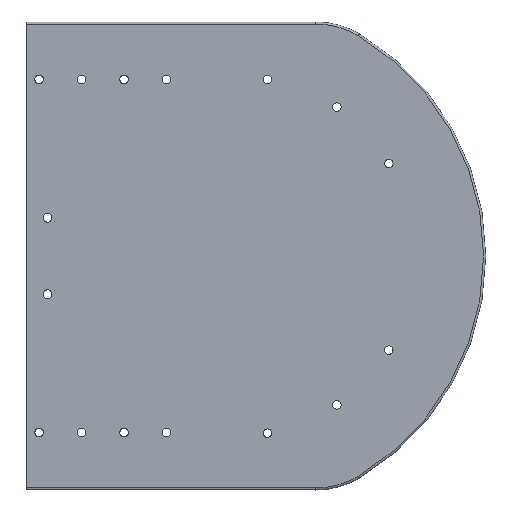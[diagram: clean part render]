
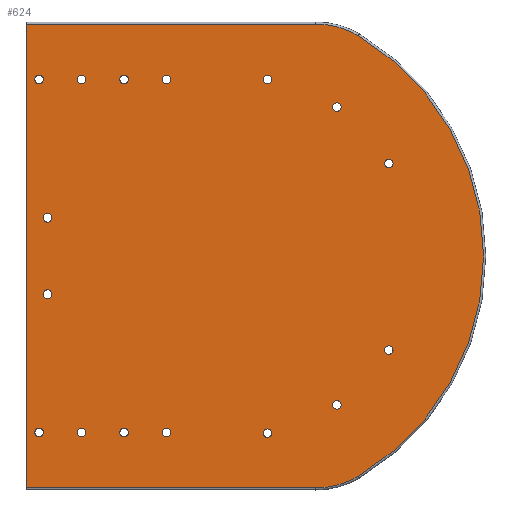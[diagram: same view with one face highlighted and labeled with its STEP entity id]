
A CAD part, top view. The second image highlights one B-rep face of the part: STEP entity #624.
In plain terms, the highlighted planar face has unit normal (0, 0, 1).
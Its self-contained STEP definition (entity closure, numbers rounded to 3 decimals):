
#21=FACE_BOUND('',#96,.T.);
#22=FACE_BOUND('',#97,.T.);
#23=FACE_BOUND('',#98,.T.);
#24=FACE_BOUND('',#99,.T.);
#25=FACE_BOUND('',#100,.T.);
#26=FACE_BOUND('',#101,.T.);
#27=FACE_BOUND('',#102,.T.);
#28=FACE_BOUND('',#103,.T.);
#29=FACE_BOUND('',#104,.T.);
#30=FACE_BOUND('',#105,.T.);
#31=FACE_BOUND('',#106,.T.);
#32=FACE_BOUND('',#107,.T.);
#33=FACE_BOUND('',#108,.T.);
#34=FACE_BOUND('',#109,.T.);
#35=FACE_BOUND('',#110,.T.);
#36=FACE_BOUND('',#111,.T.);
#54=PLANE('',#680);
#61=FACE_OUTER_BOUND('',#95,.T.);
#95=EDGE_LOOP('',(#438,#439,#440,#441,#442,#443));
#96=EDGE_LOOP('',(#444));
#97=EDGE_LOOP('',(#445));
#98=EDGE_LOOP('',(#446));
#99=EDGE_LOOP('',(#447));
#100=EDGE_LOOP('',(#448));
#101=EDGE_LOOP('',(#449));
#102=EDGE_LOOP('',(#450));
#103=EDGE_LOOP('',(#451));
#104=EDGE_LOOP('',(#452));
#105=EDGE_LOOP('',(#453));
#106=EDGE_LOOP('',(#454));
#107=EDGE_LOOP('',(#455));
#108=EDGE_LOOP('',(#456));
#109=EDGE_LOOP('',(#457));
#110=EDGE_LOOP('',(#458));
#111=EDGE_LOOP('',(#459));
#160=LINE('',#991,#192);
#164=LINE('',#1005,#196);
#165=LINE('',#1012,#197);
#192=VECTOR('',#779,10.);
#196=VECTOR('',#791,10.);
#197=VECTOR('',#798,10.);
#222=CIRCLE('',#670,2.1);
#224=CIRCLE('',#673,2.1);
#230=CIRCLE('',#681,39.);
#231=CIRCLE('',#682,120.429);
#232=CIRCLE('',#683,39.);
#233=CIRCLE('',#684,2.);
#234=CIRCLE('',#685,2.);
#235=CIRCLE('',#686,2.);
#236=CIRCLE('',#687,2.);
#237=CIRCLE('',#688,2.);
#238=CIRCLE('',#689,2.);
#239=CIRCLE('',#690,2.);
#240=CIRCLE('',#691,2.);
#241=CIRCLE('',#692,2.);
#242=CIRCLE('',#693,2.);
#243=CIRCLE('',#694,2.);
#244=CIRCLE('',#695,2.);
#245=CIRCLE('',#696,2.);
#246=CIRCLE('',#697,2.);
#278=VERTEX_POINT('',#975);
#280=VERTEX_POINT('',#981);
#282=VERTEX_POINT('',#987);
#284=VERTEX_POINT('',#990);
#290=VERTEX_POINT('',#1004);
#291=VERTEX_POINT('',#1006);
#292=VERTEX_POINT('',#1008);
#293=VERTEX_POINT('',#1010);
#294=VERTEX_POINT('',#1013);
#295=VERTEX_POINT('',#1015);
#296=VERTEX_POINT('',#1017);
#297=VERTEX_POINT('',#1019);
#298=VERTEX_POINT('',#1021);
#299=VERTEX_POINT('',#1023);
#300=VERTEX_POINT('',#1025);
#301=VERTEX_POINT('',#1027);
#302=VERTEX_POINT('',#1029);
#303=VERTEX_POINT('',#1031);
#304=VERTEX_POINT('',#1033);
#305=VERTEX_POINT('',#1035);
#306=VERTEX_POINT('',#1037);
#307=VERTEX_POINT('',#1039);
#334=EDGE_CURVE('',#278,#278,#222,.T.);
#337=EDGE_CURVE('',#280,#280,#224,.T.);
#341=EDGE_CURVE('',#284,#282,#160,.T.);
#348=EDGE_CURVE('',#290,#282,#164,.T.);
#349=EDGE_CURVE('',#291,#290,#230,.T.);
#350=EDGE_CURVE('',#292,#291,#231,.T.);
#351=EDGE_CURVE('',#293,#292,#232,.T.);
#352=EDGE_CURVE('',#284,#293,#165,.T.);
#353=EDGE_CURVE('',#294,#294,#233,.T.);
#354=EDGE_CURVE('',#295,#295,#234,.T.);
#355=EDGE_CURVE('',#296,#296,#235,.T.);
#356=EDGE_CURVE('',#297,#297,#236,.T.);
#357=EDGE_CURVE('',#298,#298,#237,.T.);
#358=EDGE_CURVE('',#299,#299,#238,.T.);
#359=EDGE_CURVE('',#300,#300,#239,.T.);
#360=EDGE_CURVE('',#301,#301,#240,.T.);
#361=EDGE_CURVE('',#302,#302,#241,.T.);
#362=EDGE_CURVE('',#303,#303,#242,.T.);
#363=EDGE_CURVE('',#304,#304,#243,.T.);
#364=EDGE_CURVE('',#305,#305,#244,.T.);
#365=EDGE_CURVE('',#306,#306,#245,.T.);
#366=EDGE_CURVE('',#307,#307,#246,.T.);
#438=ORIENTED_EDGE('',*,*,#341,.T.);
#439=ORIENTED_EDGE('',*,*,#348,.F.);
#440=ORIENTED_EDGE('',*,*,#349,.F.);
#441=ORIENTED_EDGE('',*,*,#350,.F.);
#442=ORIENTED_EDGE('',*,*,#351,.F.);
#443=ORIENTED_EDGE('',*,*,#352,.F.);
#444=ORIENTED_EDGE('',*,*,#334,.T.);
#445=ORIENTED_EDGE('',*,*,#337,.T.);
#446=ORIENTED_EDGE('',*,*,#353,.T.);
#447=ORIENTED_EDGE('',*,*,#354,.T.);
#448=ORIENTED_EDGE('',*,*,#355,.T.);
#449=ORIENTED_EDGE('',*,*,#356,.T.);
#450=ORIENTED_EDGE('',*,*,#357,.T.);
#451=ORIENTED_EDGE('',*,*,#358,.T.);
#452=ORIENTED_EDGE('',*,*,#359,.T.);
#453=ORIENTED_EDGE('',*,*,#360,.T.);
#454=ORIENTED_EDGE('',*,*,#361,.T.);
#455=ORIENTED_EDGE('',*,*,#362,.T.);
#456=ORIENTED_EDGE('',*,*,#363,.T.);
#457=ORIENTED_EDGE('',*,*,#364,.T.);
#458=ORIENTED_EDGE('',*,*,#365,.T.);
#459=ORIENTED_EDGE('',*,*,#366,.T.);
#624=ADVANCED_FACE('',(#61,#21,#22,#23,#24,#25,#26,#27,#28,#29,#30,#31,
#32,#33,#34,#35,#36),#54,.T.);
#670=AXIS2_PLACEMENT_3D('',#976,#763,#764);
#673=AXIS2_PLACEMENT_3D('',#982,#770,#771);
#680=AXIS2_PLACEMENT_3D('',#1003,#789,#790);
#681=AXIS2_PLACEMENT_3D('',#1007,#792,#793);
#682=AXIS2_PLACEMENT_3D('',#1009,#794,#795);
#683=AXIS2_PLACEMENT_3D('',#1011,#796,#797);
#684=AXIS2_PLACEMENT_3D('',#1014,#799,#800);
#685=AXIS2_PLACEMENT_3D('',#1016,#801,#802);
#686=AXIS2_PLACEMENT_3D('',#1018,#803,#804);
#687=AXIS2_PLACEMENT_3D('',#1020,#805,#806);
#688=AXIS2_PLACEMENT_3D('',#1022,#807,#808);
#689=AXIS2_PLACEMENT_3D('',#1024,#809,#810);
#690=AXIS2_PLACEMENT_3D('',#1026,#811,#812);
#691=AXIS2_PLACEMENT_3D('',#1028,#813,#814);
#692=AXIS2_PLACEMENT_3D('',#1030,#815,#816);
#693=AXIS2_PLACEMENT_3D('',#1032,#817,#818);
#694=AXIS2_PLACEMENT_3D('',#1034,#819,#820);
#695=AXIS2_PLACEMENT_3D('',#1036,#821,#822);
#696=AXIS2_PLACEMENT_3D('',#1038,#823,#824);
#697=AXIS2_PLACEMENT_3D('',#1040,#825,#826);
#763=DIRECTION('center_axis',(0.,0.,-1.));
#764=DIRECTION('ref_axis',(-1.,0.,0.));
#770=DIRECTION('center_axis',(0.,0.,-1.));
#771=DIRECTION('ref_axis',(-1.,0.,0.));
#779=DIRECTION('',(0.,-1.,0.));
#789=DIRECTION('center_axis',(0.,0.,1.));
#790=DIRECTION('ref_axis',(-1.,0.,0.));
#791=DIRECTION('',(-1.,0.,0.));
#792=DIRECTION('center_axis',(0.,0.,-1.));
#793=DIRECTION('ref_axis',(0.265,-0.964,0.));
#794=DIRECTION('center_axis',(0.,0.,-1.));
#795=DIRECTION('ref_axis',(1.,0.,0.));
#796=DIRECTION('center_axis',(0.,0.,-1.));
#797=DIRECTION('ref_axis',(0.265,0.964,0.));
#798=DIRECTION('',(1.,0.,0.));
#799=DIRECTION('center_axis',(0.,0.,-1.));
#800=DIRECTION('ref_axis',(-1.,0.,0.));
#801=DIRECTION('center_axis',(0.,0.,-1.));
#802=DIRECTION('ref_axis',(-1.,0.,0.));
#803=DIRECTION('center_axis',(0.,0.,-1.));
#804=DIRECTION('ref_axis',(-1.,0.,0.));
#805=DIRECTION('center_axis',(0.,0.,-1.));
#806=DIRECTION('ref_axis',(-1.,0.,0.));
#807=DIRECTION('center_axis',(0.,0.,-1.));
#808=DIRECTION('ref_axis',(-1.,0.,0.));
#809=DIRECTION('center_axis',(0.,0.,-1.));
#810=DIRECTION('ref_axis',(-1.,0.,0.));
#811=DIRECTION('center_axis',(0.,0.,-1.));
#812=DIRECTION('ref_axis',(-1.,0.,0.));
#813=DIRECTION('center_axis',(0.,0.,-1.));
#814=DIRECTION('ref_axis',(-1.,0.,0.));
#815=DIRECTION('center_axis',(0.,0.,-1.));
#816=DIRECTION('ref_axis',(-1.,0.,0.));
#817=DIRECTION('center_axis',(0.,0.,-1.));
#818=DIRECTION('ref_axis',(-1.,0.,0.));
#819=DIRECTION('center_axis',(0.,0.,-1.));
#820=DIRECTION('ref_axis',(-1.,0.,0.));
#821=DIRECTION('center_axis',(0.,0.,-1.));
#822=DIRECTION('ref_axis',(-1.,0.,0.));
#823=DIRECTION('center_axis',(0.,0.,-1.));
#824=DIRECTION('ref_axis',(-1.,0.,0.));
#825=DIRECTION('center_axis',(0.,0.,-1.));
#826=DIRECTION('ref_axis',(-1.,0.,0.));
#975=CARTESIAN_POINT('',(-13.9,-18.,206.));
#976=CARTESIAN_POINT('Origin',(-16.,-18.,206.));
#981=CARTESIAN_POINT('',(-13.9,18.,206.));
#982=CARTESIAN_POINT('Origin',(-16.,18.,206.));
#987=CARTESIAN_POINT('',(-26.,-109.,206.));
#990=CARTESIAN_POINT('',(-26.,109.,206.));
#991=CARTESIAN_POINT('',(-26.,55.,206.));
#1003=CARTESIAN_POINT('Origin',(13.235,0.,206.));
#1004=CARTESIAN_POINT('',(110.172,-109.,206.));
#1005=CARTESIAN_POINT('',(-43.756,-109.,206.));
#1006=CARTESIAN_POINT('',(130.097,-103.526,206.));
#1007=CARTESIAN_POINT('Origin',(110.172,-70.,206.));
#1008=CARTESIAN_POINT('',(130.097,103.526,206.));
#1009=CARTESIAN_POINT('Origin',(68.571,0.,206.));
#1010=CARTESIAN_POINT('',(110.172,109.,206.));
#1011=CARTESIAN_POINT('Origin',(110.172,70.,206.));
#1012=CARTESIAN_POINT('',(61.703,109.,206.));
#1013=CARTESIAN_POINT('',(89.337,83.,206.));
#1014=CARTESIAN_POINT('Origin',(87.337,83.,206.));
#1015=CARTESIAN_POINT('',(122.,-70.,206.));
#1016=CARTESIAN_POINT('Origin',(120.,-70.,206.));
#1017=CARTESIAN_POINT('',(2.,-83.,206.));
#1018=CARTESIAN_POINT('Origin',(0.,-83.,
206.));
#1019=CARTESIAN_POINT('',(-18.,83.,206.));
#1020=CARTESIAN_POINT('Origin',(-20.,83.,206.));
#1021=CARTESIAN_POINT('',(42.,83.,206.));
#1022=CARTESIAN_POINT('Origin',(40.,83.,206.));
#1023=CARTESIAN_POINT('',(22.,-83.,206.));
#1024=CARTESIAN_POINT('Origin',(20.,-83.,206.));
#1025=CARTESIAN_POINT('',(146.417,-44.204,206.));
#1026=CARTESIAN_POINT('Origin',(144.417,-44.204,206.));
#1027=CARTESIAN_POINT('',(122.,70.,206.));
#1028=CARTESIAN_POINT('Origin',(120.,70.,206.));
#1029=CARTESIAN_POINT('',(89.337,-83.307,206.));
#1030=CARTESIAN_POINT('Origin',(87.337,-83.307,206.));
#1031=CARTESIAN_POINT('',(-18.,-82.952,206.));
#1032=CARTESIAN_POINT('Origin',(-20.,-82.952,206.));
#1033=CARTESIAN_POINT('',(2.,83.,206.));
#1034=CARTESIAN_POINT('Origin',(0.,83.,206.));
#1035=CARTESIAN_POINT('',(22.,83.,206.));
#1036=CARTESIAN_POINT('Origin',(20.,83.,206.));
#1037=CARTESIAN_POINT('',(42.,-82.952,206.));
#1038=CARTESIAN_POINT('Origin',(40.,-82.952,206.));
#1039=CARTESIAN_POINT('',(146.417,43.5,206.));
#1040=CARTESIAN_POINT('Origin',(144.417,43.5,206.));
